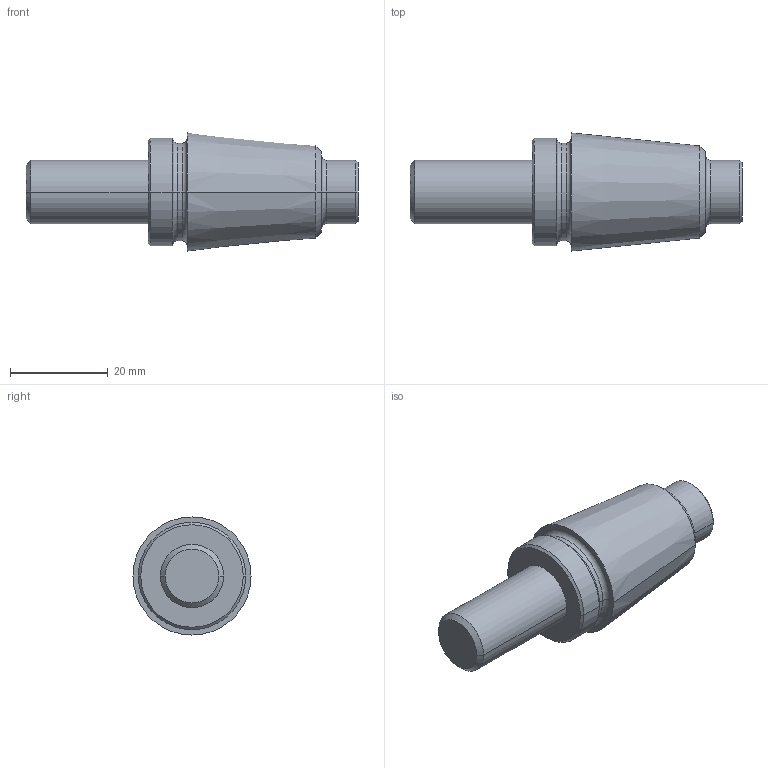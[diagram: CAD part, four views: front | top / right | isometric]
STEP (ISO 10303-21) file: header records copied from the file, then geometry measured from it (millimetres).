
FILE_DESCRIPTION (( 'STEP AP214' ), '1' );
FILE_NAME ('ROTOR SUPPORT.STEP', '2020-12-21T08:50:19', ( 'Parrot' ), ( 'Parrot Faurecia Automotive' ), 'SwSTEP 2.0', 'SolidWorks 2018', '' );
FILE_SCHEMA (( 'AUTOMOTIVE_DESIGN' ));
Length unit declared in the file: millimetre
Products named in the file (1): ROTOR SUPPORT
Bounding box: 68 x 24.2 x 24.2 mm (x, y, z)
Volume: 16420.9 mm3; surface area: 4791.3 mm2
Topology: 1 solids, 1 shells, 35 faces, 70 edges, 39 vertices
Faces by surface type: cone 14, cylinder 10, torus 6, plane 5
Entity records: 928 total; most frequent: DIRECTION 184, CARTESIAN_POINT 143, ORIENTED_EDGE 136, AXIS2_PLACEMENT_3D 80, EDGE_CURVE 68, CIRCLE 44, EDGE_LOOP 39, VERTEX_POINT 39
